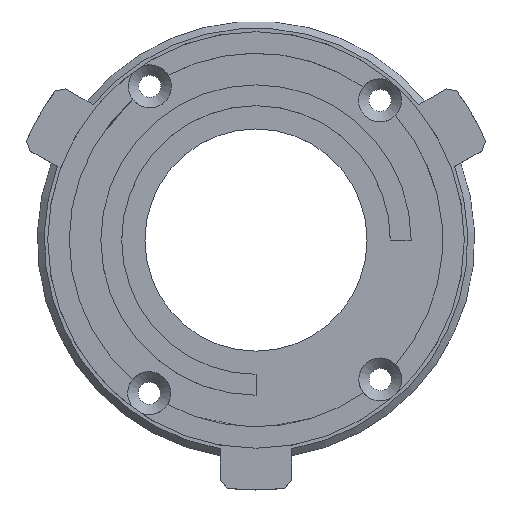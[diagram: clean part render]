
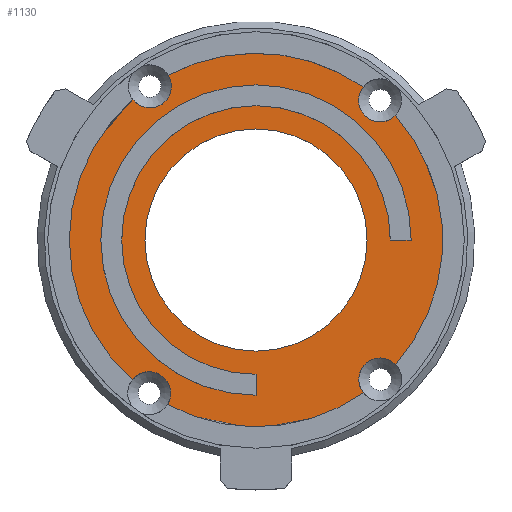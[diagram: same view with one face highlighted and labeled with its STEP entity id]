
A CAD part, top view. The second image highlights one B-rep face of the part: STEP entity #1130.
In plain terms, the highlighted planar face has unit normal (0, 0, 1).
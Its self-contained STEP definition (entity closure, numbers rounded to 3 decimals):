
#22=FACE_BOUND('',#356,.T.);
#23=FACE_BOUND('',#357,.T.);
#60=PLANE('',#1271);
#131=LINE('',#2152,#206);
#136=LINE('',#2165,#211);
#206=VECTOR('',#1573,10.);
#211=VECTOR('',#1586,10.);
#291=FACE_OUTER_BOUND('',#355,.T.);
#355=EDGE_LOOP('',(#1017,#1018,#1019,#1020,#1021,#1022,#1023,#1024,#1025,
#1026));
#356=EDGE_LOOP('',(#1027));
#357=EDGE_LOOP('',(#1028,#1029,#1030,#1031));
#401=CIRCLE('',#1210,3.1);
#404=CIRCLE('',#1214,3.1);
#408=CIRCLE('',#1219,3.1);
#409=CIRCLE('',#1220,3.1);
#412=CIRCLE('',#1224,3.1);
#413=CIRCLE('',#1225,3.1);
#423=CIRCLE('',#1240,26.9);
#424=CIRCLE('',#1242,26.9);
#425=CIRCLE('',#1244,26.9);
#429=CIRCLE('',#1256,16.);
#432=CIRCLE('',#1264,22.35);
#434=CIRCLE('',#1268,19.35);
#435=CIRCLE('',#1270,26.9);
#522=VERTEX_POINT('',#1931);
#523=VERTEX_POINT('',#1933);
#527=VERTEX_POINT('',#1942);
#528=VERTEX_POINT('',#1944);
#533=VERTEX_POINT('',#1956);
#534=VERTEX_POINT('',#1958);
#535=VERTEX_POINT('',#1961);
#539=VERTEX_POINT('',#1970);
#540=VERTEX_POINT('',#1972);
#541=VERTEX_POINT('',#1975);
#550=VERTEX_POINT('',#2134);
#554=VERTEX_POINT('',#2149);
#555=VERTEX_POINT('',#2151);
#557=VERTEX_POINT('',#2157);
#559=VERTEX_POINT('',#2163);
#660=EDGE_CURVE('',#523,#522,#401,.T.);
#665=EDGE_CURVE('',#528,#527,#404,.T.);
#672=EDGE_CURVE('',#534,#533,#408,.T.);
#674=EDGE_CURVE('',#535,#534,#409,.T.);
#679=EDGE_CURVE('',#540,#539,#412,.T.);
#681=EDGE_CURVE('',#541,#540,#413,.T.);
#692=EDGE_CURVE('',#535,#539,#423,.T.);
#694=EDGE_CURVE('',#541,#527,#424,.T.);
#696=EDGE_CURVE('',#523,#533,#425,.T.);
#709=EDGE_CURVE('',#550,#550,#429,.T.);
#717=EDGE_CURVE('',#554,#555,#131,.T.);
#721=EDGE_CURVE('',#557,#554,#432,.T.);
#724=EDGE_CURVE('',#559,#557,#136,.T.);
#726=EDGE_CURVE('',#555,#559,#434,.T.);
#727=EDGE_CURVE('',#528,#522,#435,.T.);
#1017=ORIENTED_EDGE('',*,*,#660,.T.);
#1018=ORIENTED_EDGE('',*,*,#727,.F.);
#1019=ORIENTED_EDGE('',*,*,#665,.T.);
#1020=ORIENTED_EDGE('',*,*,#694,.F.);
#1021=ORIENTED_EDGE('',*,*,#681,.T.);
#1022=ORIENTED_EDGE('',*,*,#679,.T.);
#1023=ORIENTED_EDGE('',*,*,#692,.F.);
#1024=ORIENTED_EDGE('',*,*,#674,.T.);
#1025=ORIENTED_EDGE('',*,*,#672,.T.);
#1026=ORIENTED_EDGE('',*,*,#696,.F.);
#1027=ORIENTED_EDGE('',*,*,#709,.T.);
#1028=ORIENTED_EDGE('',*,*,#726,.F.);
#1029=ORIENTED_EDGE('',*,*,#717,.F.);
#1030=ORIENTED_EDGE('',*,*,#721,.F.);
#1031=ORIENTED_EDGE('',*,*,#724,.F.);
#1130=ADVANCED_FACE('',(#291,#22,#23),#60,.T.);
#1210=AXIS2_PLACEMENT_3D('',#1934,#1449,#1450);
#1214=AXIS2_PLACEMENT_3D('',#1945,#1459,#1460);
#1219=AXIS2_PLACEMENT_3D('',#1959,#1472,#1473);
#1220=AXIS2_PLACEMENT_3D('',#1962,#1475,#1476);
#1224=AXIS2_PLACEMENT_3D('',#1973,#1485,#1486);
#1225=AXIS2_PLACEMENT_3D('',#1976,#1488,#1489);
#1240=AXIS2_PLACEMENT_3D('',#1993,#1519,#1520);
#1242=AXIS2_PLACEMENT_3D('',#2030,#1523,#1524);
#1244=AXIS2_PLACEMENT_3D('',#2067,#1527,#1528);
#1256=AXIS2_PLACEMENT_3D('',#2135,#1555,#1556);
#1264=AXIS2_PLACEMENT_3D('',#2159,#1580,#1581);
#1268=AXIS2_PLACEMENT_3D('',#2168,#1591,#1592);
#1270=AXIS2_PLACEMENT_3D('',#2170,#1595,#1596);
#1271=AXIS2_PLACEMENT_3D('',#2171,#1597,#1598);
#1449=DIRECTION('center_axis',(0.,0.,-1.));
#1450=DIRECTION('ref_axis',(0.,-1.,0.));
#1459=DIRECTION('center_axis',(0.,0.,-1.));
#1460=DIRECTION('ref_axis',(0.,-1.,0.));
#1472=DIRECTION('center_axis',(0.,0.,-1.));
#1473=DIRECTION('ref_axis',(0.,-1.,0.));
#1475=DIRECTION('center_axis',(0.,0.,-1.));
#1476=DIRECTION('ref_axis',(0.,-1.,0.));
#1485=DIRECTION('center_axis',(0.,0.,-1.));
#1486=DIRECTION('ref_axis',(0.,-1.,0.));
#1488=DIRECTION('center_axis',(0.,0.,-1.));
#1489=DIRECTION('ref_axis',(0.,-1.,0.));
#1519=DIRECTION('center_axis',(0.,0.,-1.));
#1520=DIRECTION('ref_axis',(-1.,0.,0.));
#1523=DIRECTION('center_axis',(0.,0.,-1.));
#1524=DIRECTION('ref_axis',(-1.,0.,0.));
#1527=DIRECTION('center_axis',(0.,0.,-1.));
#1528=DIRECTION('ref_axis',(-1.,0.,0.));
#1555=DIRECTION('center_axis',(0.,0.,-1.));
#1556=DIRECTION('ref_axis',(-1.,0.,0.));
#1573=DIRECTION('',(0.,1.,0.));
#1580=DIRECTION('center_axis',(0.,0.,1.));
#1581=DIRECTION('ref_axis',(-1.,0.,0.));
#1586=DIRECTION('',(1.,0.,0.));
#1591=DIRECTION('center_axis',(0.,0.,-1.));
#1592=DIRECTION('ref_axis',(-1.,0.,0.));
#1595=DIRECTION('center_axis',(0.,0.,-1.));
#1596=DIRECTION('ref_axis',(-1.,0.,0.));
#1597=DIRECTION('center_axis',(0.,0.,1.));
#1598=DIRECTION('ref_axis',(-1.,0.,0.));
#1931=CARTESIAN_POINT('',(15.428,22.036,3.));
#1933=CARTESIAN_POINT('',(20.056,17.927,3.));
#1934=CARTESIAN_POINT('Origin',(17.86,20.115,3.));
#1942=CARTESIAN_POINT('',(-17.734,20.226,3.));
#1944=CARTESIAN_POINT('',(-12.642,23.744,3.));
#1945=CARTESIAN_POINT('Origin',(-15.29,22.132,3.));
#1956=CARTESIAN_POINT('',(20.091,-17.887,3.));
#1958=CARTESIAN_POINT('',(17.9,-16.98,3.));
#1959=CARTESIAN_POINT('Origin',(17.9,-20.08,3.));
#1961=CARTESIAN_POINT('',(15.471,-22.006,3.));
#1962=CARTESIAN_POINT('Origin',(17.9,-20.08,3.));
#1970=CARTESIAN_POINT('',(-12.742,-23.691,3.));
#1972=CARTESIAN_POINT('',(-15.383,-18.968,3.));
#1973=CARTESIAN_POINT('Origin',(-15.383,-22.068,3.));
#1975=CARTESIAN_POINT('',(-17.819,-20.151,3.));
#1976=CARTESIAN_POINT('Origin',(-15.383,-22.068,3.));
#1993=CARTESIAN_POINT('Origin',(0.,0.,3.));
#2030=CARTESIAN_POINT('Origin',(0.,0.,3.));
#2067=CARTESIAN_POINT('Origin',(0.,0.,3.));
#2134=CARTESIAN_POINT('',(16.,0.,3.));
#2135=CARTESIAN_POINT('Origin',(0.,0.,3.));
#2149=CARTESIAN_POINT('',(0.,-22.35,3.));
#2151=CARTESIAN_POINT('',(0.,-19.35,3.));
#2152=CARTESIAN_POINT('',(0.,-19.35,3.));
#2157=CARTESIAN_POINT('',(22.35,0.,3.));
#2159=CARTESIAN_POINT('Origin',(0.,0.,3.));
#2163=CARTESIAN_POINT('',(19.35,0.,3.));
#2165=CARTESIAN_POINT('',(19.35,0.,3.));
#2168=CARTESIAN_POINT('Origin',(0.,0.,3.));
#2170=CARTESIAN_POINT('Origin',(0.,0.,3.));
#2171=CARTESIAN_POINT('Origin',(0.,0.,3.));
